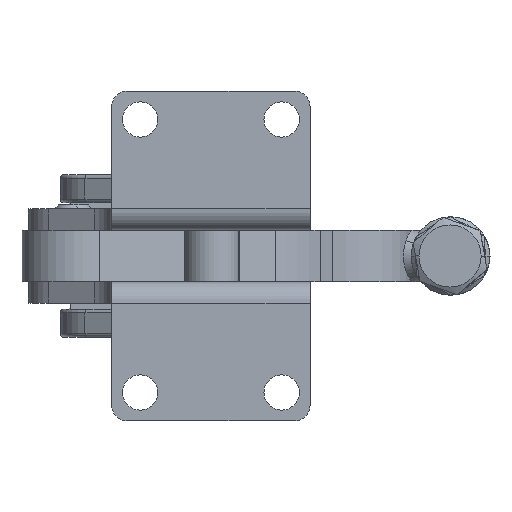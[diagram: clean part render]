
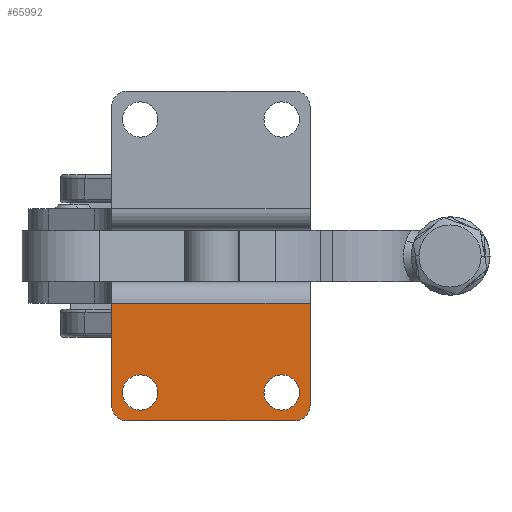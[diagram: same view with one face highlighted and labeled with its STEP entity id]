
A CAD part, front view. The second image highlights one B-rep face of the part: STEP entity #65992.
In plain terms, the highlighted planar face has unit normal (0, -1, 0).
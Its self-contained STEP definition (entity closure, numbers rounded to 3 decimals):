
#11243 = CARTESIAN_POINT ( 'NONE',  ( 8.02, 27.8, -27.25 ) ) ;
#11244 = DIRECTION ( 'NONE',  ( 0., 0., -1. ) ) ;
#11245 = DIRECTION ( 'NONE',  ( 0., -1., 0. ) ) ;
#11246 = CARTESIAN_POINT ( 'NONE',  ( 8.02, 27.8, -22.75 ) ) ;
#11247 = AXIS2_PLACEMENT_3D ( 'NONE', #11246, #11245, #11244 ) ;
#11248 = CIRCLE ( 'NONE', #11247, 4.5 ) ;
#11250 = CARTESIAN_POINT ( 'NONE',  ( 8.02, 27.8, -18.25 ) ) ;
#11397 = CARTESIAN_POINT ( 'NONE',  ( 44.02, 27.8, -22.75 ) ) ;
#11398 = AXIS2_PLACEMENT_3D ( 'NONE', #11397, #11443, #11442 ) ;
#11399 = CIRCLE ( 'NONE', #11398, 4.5 ) ;
#11402 = CARTESIAN_POINT ( 'NONE',  ( 44.02, 27.8, -18.25 ) ) ;
#11441 = CARTESIAN_POINT ( 'NONE',  ( 44.02, 27.8, -27.25 ) ) ;
#11442 = DIRECTION ( 'NONE',  ( 0., 0., -1. ) ) ;
#11443 = DIRECTION ( 'NONE',  ( 0., -1., 0. ) ) ;
#11866 = CARTESIAN_POINT ( 'NONE',  ( 0.772, 27.8, 0. ) ) ;
#11937 = CARTESIAN_POINT ( 'NONE',  ( 51.27, 27.8, -26. ) ) ;
#11938 = CARTESIAN_POINT ( 'NONE',  ( 51.27, 27.8, 0. ) ) ;
#11939 = DIRECTION ( 'NONE',  ( 0., 0., -1. ) ) ;
#11940 = VECTOR ( 'NONE', #11939, 1000. ) ;
#11941 = CARTESIAN_POINT ( 'NONE',  ( 51.27, 27.8, 5.5 ) ) ;
#11947 = LINE ( 'NONE', #11941, #11940 ) ;
#11974 = DIRECTION ( 'NONE',  ( 0., 0., 1. ) ) ;
#11975 = VECTOR ( 'NONE', #11974, 1000. ) ;
#11976 = CARTESIAN_POINT ( 'NONE',  ( 0.772, 27.8, 5.5 ) ) ;
#11977 = LINE ( 'NONE', #11976, #11975 ) ;
#11978 = CARTESIAN_POINT ( 'NONE',  ( 0.772, 27.8, -26. ) ) ;
#12026 = DIRECTION ( 'NONE',  ( 0., 0., -1. ) ) ;
#12027 = DIRECTION ( 'NONE',  ( 0., -1., 0. ) ) ;
#12028 = CARTESIAN_POINT ( 'NONE',  ( 44.02, 27.8, -22.75 ) ) ;
#12029 = AXIS2_PLACEMENT_3D ( 'NONE', #12028, #12027, #12026 ) ;
#12030 = CIRCLE ( 'NONE', #12029, 4.5 ) ;
#12031 = DIRECTION ( 'NONE',  ( 0., 0., -1. ) ) ;
#12032 = DIRECTION ( 'NONE',  ( 0., -1., 0. ) ) ;
#12033 = CARTESIAN_POINT ( 'NONE',  ( 8.02, 27.8, -22.75 ) ) ;
#12034 = AXIS2_PLACEMENT_3D ( 'NONE', #12033, #12032, #12031 ) ;
#12035 = CIRCLE ( 'NONE', #12034, 4.5 ) ;
#12066 = DIRECTION ( 'NONE',  ( 0., 0., 1. ) ) ;
#12067 = DIRECTION ( 'NONE',  ( 0., 1., 0. ) ) ;
#12068 = AXIS2_PLACEMENT_3D ( 'NONE', #12070, #12067, #12066 ) ;
#12070 = CARTESIAN_POINT ( 'NONE',  ( 65.521, 27.8, 10. ) ) ;
#12071 = PLANE ( 'NONE',  #12068 ) ;
#12072 = FACE_OUTER_BOUND ( 'NONE', #65976, .T. ) ;
#12073 = FACE_BOUND ( 'NONE', #65972, .T. ) ;
#12078 = FACE_BOUND ( 'NONE', #65993, .T. ) ;
#12081 = CARTESIAN_POINT ( 'NONE',  ( 47.27, 27.8, -30. ) ) ;
#12082 = CARTESIAN_POINT ( 'NONE',  ( 4.772, 27.8, -30. ) ) ;
#12083 = DIRECTION ( 'NONE',  ( 0., 0., 1. ) ) ;
#12084 = DIRECTION ( 'NONE',  ( 0., -1., 0. ) ) ;
#12085 = CARTESIAN_POINT ( 'NONE',  ( 4.772, 27.8, -26. ) ) ;
#12086 = AXIS2_PLACEMENT_3D ( 'NONE', #12085, #12084, #12083 ) ;
#12087 = CIRCLE ( 'NONE', #12086, 4. ) ;
#12131 = DIRECTION ( 'NONE',  ( -1., 0., 0. ) ) ;
#12132 = VECTOR ( 'NONE', #12131, 1000. ) ;
#12133 = CARTESIAN_POINT ( 'NONE',  ( 0.772, 27.8, 0. ) ) ;
#12134 = LINE ( 'NONE', #12133, #12132 ) ;
#12135 = DIRECTION ( 'NONE',  ( 0., 0., 1. ) ) ;
#12136 = DIRECTION ( 'NONE',  ( 0., -1., 0. ) ) ;
#12137 = CARTESIAN_POINT ( 'NONE',  ( 47.27, 27.8, -26. ) ) ;
#12138 = AXIS2_PLACEMENT_3D ( 'NONE', #12137, #12136, #12135 ) ;
#12139 = CIRCLE ( 'NONE', #12138, 4. ) ;
#12140 = DIRECTION ( 'NONE',  ( -1., 0., 0. ) ) ;
#12141 = VECTOR ( 'NONE', #12140, 1000. ) ;
#12142 = CARTESIAN_POINT ( 'NONE',  ( 51.27, 27.8, -30. ) ) ;
#12148 = LINE ( 'NONE', #12142, #12141 ) ;
#65610 = VERTEX_POINT ( 'NONE', #11250 ) ;
#65613 = EDGE_CURVE ( 'NONE', #65610, #65614, #11248, .T. ) ;
#65614 = VERTEX_POINT ( 'NONE', #11243 ) ;
#65663 = VERTEX_POINT ( 'NONE', #11402 ) ;
#65667 = EDGE_CURVE ( 'NONE', #65663, #65669, #11399, .T. ) ;
#65669 = VERTEX_POINT ( 'NONE', #11441 ) ;
#65843 = VERTEX_POINT ( 'NONE', #11866 ) ;
#65909 = EDGE_CURVE ( 'NONE', #65910, #65911, #11947, .T. ) ;
#65910 = VERTEX_POINT ( 'NONE', #11938 ) ;
#65911 = VERTEX_POINT ( 'NONE', #11937 ) ;
#65925 = VERTEX_POINT ( 'NONE', #11978 ) ;
#65927 = EDGE_CURVE ( 'NONE', #65925, #65843, #11977, .T. ) ;
#65969 = ORIENTED_EDGE ( 'NONE', *, *, #65970, .F. ) ;
#65970 = EDGE_CURVE ( 'NONE', #65614, #65610, #12035, .T. ) ;
#65971 = ORIENTED_EDGE ( 'NONE', *, *, #65613, .F. ) ;
#65972 = EDGE_LOOP ( 'NONE', ( #65973, #65975 ) ) ;
#65973 = ORIENTED_EDGE ( 'NONE', *, *, #65974, .F. ) ;
#65974 = EDGE_CURVE ( 'NONE', #65669, #65663, #12030, .T. ) ;
#65975 = ORIENTED_EDGE ( 'NONE', *, *, #65667, .F. ) ;
#65976 = EDGE_LOOP ( 'NONE', ( #65977, #65978, #66036, #66038, #66040, #66041 ) ) ;
#65977 = ORIENTED_EDGE ( 'NONE', *, *, #65927, .F. ) ;
#65978 = ORIENTED_EDGE ( 'NONE', *, *, #65979, .T. ) ;
#65979 = EDGE_CURVE ( 'NONE', #65925, #65980, #12087, .T. ) ;
#65980 = VERTEX_POINT ( 'NONE', #12082 ) ;
#65981 = VERTEX_POINT ( 'NONE', #12081 ) ;
#65992 = ADVANCED_FACE ( 'NONE', ( #12078, #12073, #12072 ), #12071, .F. ) ;
#65993 = EDGE_LOOP ( 'NONE', ( #65969, #65971 ) ) ;
#66036 = ORIENTED_EDGE ( 'NONE', *, *, #66037, .F. ) ;
#66037 = EDGE_CURVE ( 'NONE', #65981, #65980, #12148, .T. ) ;
#66038 = ORIENTED_EDGE ( 'NONE', *, *, #66039, .T. ) ;
#66039 = EDGE_CURVE ( 'NONE', #65981, #65911, #12139, .T. ) ;
#66040 = ORIENTED_EDGE ( 'NONE', *, *, #65909, .F. ) ;
#66041 = ORIENTED_EDGE ( 'NONE', *, *, #66042, .T. ) ;
#66042 = EDGE_CURVE ( 'NONE', #65910, #65843, #12134, .T. ) ;
